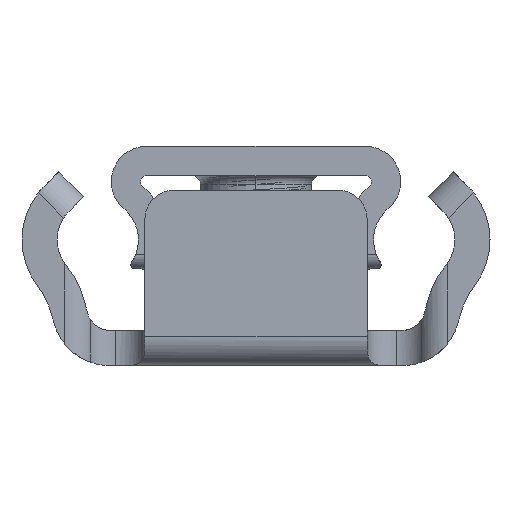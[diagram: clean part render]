
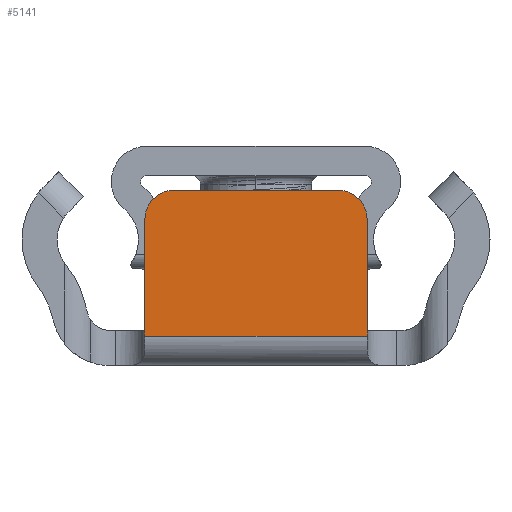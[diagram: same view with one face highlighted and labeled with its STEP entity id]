
A CAD part, left-side view. The second image highlights one B-rep face of the part: STEP entity #5141.
In plain terms, the highlighted planar face has unit normal (-1, 0, 0).
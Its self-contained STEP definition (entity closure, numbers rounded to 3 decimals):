
#19 = VERTEX_POINT ( 'NONE', #1277 ) ;
#174 = ORIENTED_EDGE ( 'NONE', *, *, #3938, .T. ) ;
#252 = CARTESIAN_POINT ( 'NONE',  ( 0., -4.983, 2. ) ) ;
#325 = DIRECTION ( 'NONE',  ( 0., 0., -1. ) ) ;
#410 = VECTOR ( 'NONE', #3149, 1000. ) ;
#541 = LINE ( 'NONE', #4024, #6047 ) ;
#724 = AXIS2_PLACEMENT_3D ( 'NONE', #252, #4978, #325 ) ;
#728 = CARTESIAN_POINT ( 'NONE',  ( 0., -3.8, 5. ) ) ;
#798 = PLANE ( 'NONE',  #724 ) ;
#868 = VERTEX_POINT ( 'NONE', #3263 ) ;
#1026 = DIRECTION ( 'NONE',  ( 0., 0., 1. ) ) ;
#1043 = AXIS2_PLACEMENT_3D ( 'NONE', #4756, #5687, #1026 ) ;
#1050 = ORIENTED_EDGE ( 'NONE', *, *, #4226, .T. ) ;
#1153 = DIRECTION ( 'NONE',  ( 0., 0., 1. ) ) ;
#1258 = EDGE_CURVE ( 'NONE', #5449, #5276, #3773, .T. ) ;
#1277 = CARTESIAN_POINT ( 'NONE',  ( 0., 3.8, 1. ) ) ;
#1561 = VERTEX_POINT ( 'NONE', #2613 ) ;
#1636 = CARTESIAN_POINT ( 'NONE',  ( 0., 2.8, 6. ) ) ;
#1748 = DIRECTION ( 'NONE',  ( 0., 0., 1. ) ) ;
#1790 = LINE ( 'NONE', #6402, #5814 ) ;
#1925 = LINE ( 'NONE', #6634, #2016 ) ;
#2016 = VECTOR ( 'NONE', #2529, 1000. ) ;
#2018 = CARTESIAN_POINT ( 'NONE',  ( 0., -3.8, 1.2 ) ) ;
#2224 = VECTOR ( 'NONE', #1748, 1000. ) ;
#2248 = CARTESIAN_POINT ( 'NONE',  ( 0., 2.8, 5. ) ) ;
#2339 = ORIENTED_EDGE ( 'NONE', *, *, #2589, .T. ) ;
#2365 = EDGE_CURVE ( 'NONE', #868, #5251, #1790, .T. ) ;
#2529 = DIRECTION ( 'NONE',  ( 0., 1., 0. ) ) ;
#2589 = EDGE_CURVE ( 'NONE', #5276, #4872, #5711, .T. ) ;
#2613 = CARTESIAN_POINT ( 'NONE',  ( 0., -3.8, 1. ) ) ;
#2623 = LINE ( 'NONE', #3076, #410 ) ;
#2828 = CARTESIAN_POINT ( 'NONE',  ( 0., 3.8, 1.2 ) ) ;
#3076 = CARTESIAN_POINT ( 'NONE',  ( 0., 3.8, -1.3 ) ) ;
#3149 = DIRECTION ( 'NONE',  ( 0., 0., -1. ) ) ;
#3211 = DIRECTION ( 'NONE',  ( -1., 0., 0. ) ) ;
#3263 = CARTESIAN_POINT ( 'NONE',  ( 0., 3.8, 5. ) ) ;
#3321 = CIRCLE ( 'NONE', #6266, 1. ) ;
#3615 = ORIENTED_EDGE ( 'NONE', *, *, #1258, .T. ) ;
#3631 = EDGE_CURVE ( 'NONE', #5605, #868, #3321, .T. ) ;
#3773 = LINE ( 'NONE', #5812, #6353 ) ;
#3814 = DIRECTION ( 'NONE',  ( 0., 0., -1. ) ) ;
#3938 = EDGE_CURVE ( 'NONE', #19, #1561, #541, .T. ) ;
#4024 = CARTESIAN_POINT ( 'NONE',  ( 0., -4.983, 1. ) ) ;
#4071 = ORIENTED_EDGE ( 'NONE', *, *, #4127, .T. ) ;
#4127 = EDGE_CURVE ( 'NONE', #1561, #5449, #6451, .T. ) ;
#4226 = EDGE_CURVE ( 'NONE', #4872, #5605, #1925, .T. ) ;
#4531 = ORIENTED_EDGE ( 'NONE', *, *, #5708, .T. ) ;
#4756 = CARTESIAN_POINT ( 'NONE',  ( 0., -2.8, 5. ) ) ;
#4872 = VERTEX_POINT ( 'NONE', #6526 ) ;
#4897 = ORIENTED_EDGE ( 'NONE', *, *, #3631, .T. ) ;
#4978 = DIRECTION ( 'NONE',  ( 1., 0., 0. ) ) ;
#5141 = ADVANCED_FACE ( 'NONE', ( #6009 ), #798, .F. ) ;
#5251 = VERTEX_POINT ( 'NONE', #2828 ) ;
#5276 = VERTEX_POINT ( 'NONE', #728 ) ;
#5348 = DIRECTION ( 'NONE',  ( 0., 0., 1. ) ) ;
#5449 = VERTEX_POINT ( 'NONE', #2018 ) ;
#5605 = VERTEX_POINT ( 'NONE', #1636 ) ;
#5687 = DIRECTION ( 'NONE',  ( -1., 0., 0. ) ) ;
#5708 = EDGE_CURVE ( 'NONE', #5251, #19, #2623, .T. ) ;
#5711 = CIRCLE ( 'NONE', #1043, 1. ) ;
#5812 = CARTESIAN_POINT ( 'NONE',  ( 0., -3.8, 1.2 ) ) ;
#5814 = VECTOR ( 'NONE', #3814, 1000. ) ;
#5956 = ORIENTED_EDGE ( 'NONE', *, *, #2365, .T. ) ;
#6009 = FACE_OUTER_BOUND ( 'NONE', #6320, .T. ) ;
#6047 = VECTOR ( 'NONE', #6095, 1000. ) ;
#6095 = DIRECTION ( 'NONE',  ( 0., -1., 0. ) ) ;
#6266 = AXIS2_PLACEMENT_3D ( 'NONE', #2248, #3211, #5348 ) ;
#6320 = EDGE_LOOP ( 'NONE', ( #4531, #174, #4071, #3615, #2339, #1050, #4897, #5956 ) ) ;
#6353 = VECTOR ( 'NONE', #1153, 1000. ) ;
#6402 = CARTESIAN_POINT ( 'NONE',  ( 0., 3.8, 1.2 ) ) ;
#6421 = CARTESIAN_POINT ( 'NONE',  ( 0., -3.8, -1.3 ) ) ;
#6451 = LINE ( 'NONE', #6421, #2224 ) ;
#6526 = CARTESIAN_POINT ( 'NONE',  ( 0., -2.8, 6. ) ) ;
#6634 = CARTESIAN_POINT ( 'NONE',  ( 0., -2.8, 6. ) ) ;
